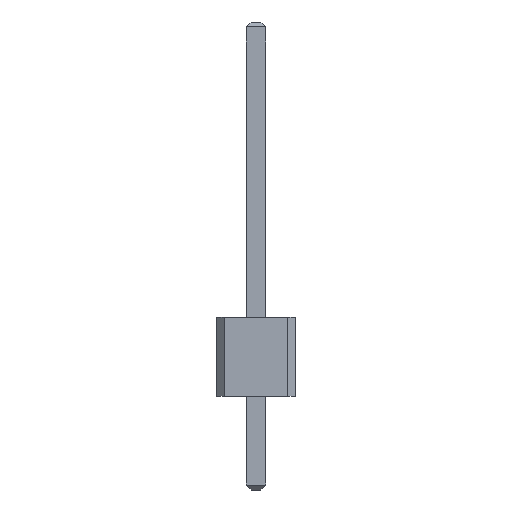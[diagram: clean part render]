
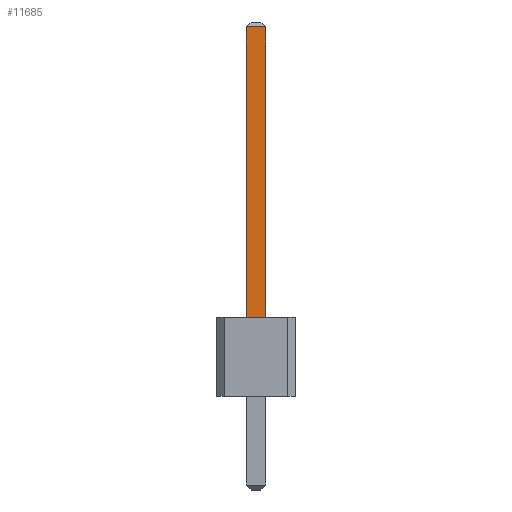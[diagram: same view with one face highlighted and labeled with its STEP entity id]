
A CAD part, front view. The second image highlights one B-rep face of the part: STEP entity #11685.
In plain terms, the highlighted planar face has unit normal (0, -1, 0).
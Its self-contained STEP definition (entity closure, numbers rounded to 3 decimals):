
#672=FACE_OUTER_BOUND('',#1351,.T.);
#1351=EDGE_LOOP('',(#9802,#9803,#9804,#9805));
#2337=LINE('',#17133,#3909);
#2905=LINE('',#18292,#4477);
#2906=LINE('',#18295,#4478);
#2907=LINE('',#18296,#4479);
#3909=VECTOR('',#13932,1.);
#4477=VECTOR('',#15088,10.);
#4478=VECTOR('',#15091,1.);
#4479=VECTOR('',#15092,10.);
#5196=VERTEX_POINT('',#17112);
#5202=VERTEX_POINT('',#17127);
#5500=VERTEX_POINT('',#18290);
#5501=VERTEX_POINT('',#18294);
#6457=EDGE_CURVE('',#5202,#5196,#2337,.T.);
#7025=EDGE_CURVE('',#5202,#5500,#2905,.T.);
#7026=EDGE_CURVE('',#5501,#5500,#2906,.T.);
#7027=EDGE_CURVE('',#5196,#5501,#2907,.T.);
#9802=ORIENTED_EDGE('',*,*,#7025,.T.);
#9803=ORIENTED_EDGE('',*,*,#7026,.F.);
#9804=ORIENTED_EDGE('',*,*,#7027,.F.);
#9805=ORIENTED_EDGE('',*,*,#6457,.F.);
#10866=PLANE('',#12351);
#11685=ADVANCED_FACE('',(#672),#10866,.T.);
#12351=AXIS2_PLACEMENT_3D('',#18293,#15089,#15090);
#13932=DIRECTION('',(1.,0.,0.));
#15088=DIRECTION('',(0.,0.,-1.));
#15089=DIRECTION('center_axis',(0.,-1.,0.));
#15090=DIRECTION('ref_axis',(-1.,0.,0.));
#15091=DIRECTION('',(-1.,0.,0.));
#15092=DIRECTION('',(0.,0.,-1.));
#17112=CARTESIAN_POINT('',(0.32,-38.42,11.84));
#17127=CARTESIAN_POINT('',(-0.32,-38.42,11.84));
#17133=CARTESIAN_POINT('',(-0.32,-38.42,11.84));
#18290=CARTESIAN_POINT('',(-0.32,-38.42,2.54));
#18292=CARTESIAN_POINT('',(-0.32,-38.42,6.));
#18293=CARTESIAN_POINT('Origin',(0.32,-38.42,6.));
#18294=CARTESIAN_POINT('',(0.32,-38.42,2.54));
#18295=CARTESIAN_POINT('',(-0.16,-38.42,2.54));
#18296=CARTESIAN_POINT('',(0.32,-38.42,6.));
